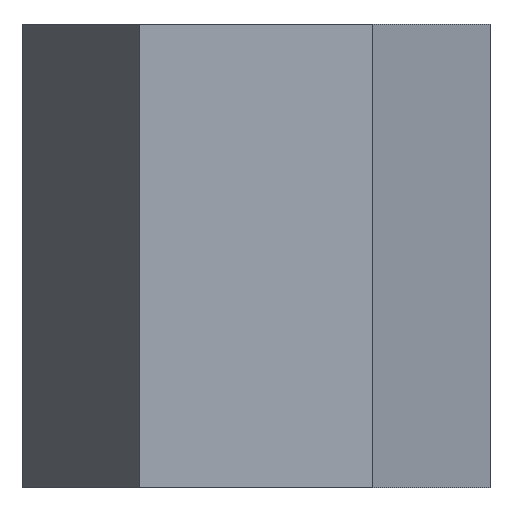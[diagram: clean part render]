
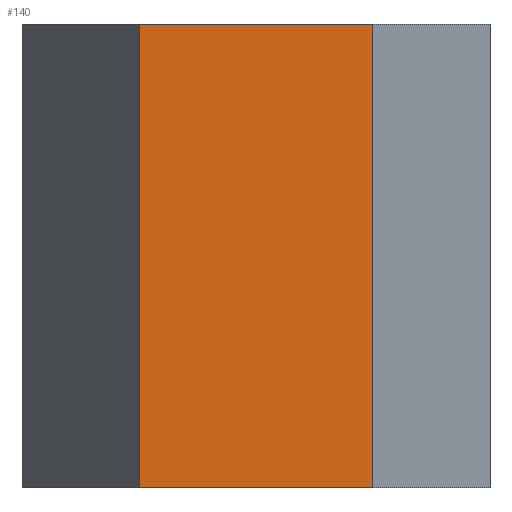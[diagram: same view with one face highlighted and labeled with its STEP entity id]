
A CAD part, front view. The second image highlights one B-rep face of the part: STEP entity #140.
In plain terms, the highlighted planar face has unit normal (0, -1, 0).
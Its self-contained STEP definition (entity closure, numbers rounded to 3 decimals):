
#4 = ORIENTED_EDGE ( 'NONE', *, *, #168, .T. ) ;
#10 = CARTESIAN_POINT ( 'NONE',  ( -2.021, -3.5, 8. ) ) ;
#14 = CARTESIAN_POINT ( 'NONE',  ( -2.021, -3.5, 0. ) ) ;
#17 = VERTEX_POINT ( 'NONE', #86 ) ;
#34 = ORIENTED_EDGE ( 'NONE', *, *, #203, .T. ) ;
#36 = DIRECTION ( 'NONE',  ( 1., 0., 0. ) ) ;
#40 = DIRECTION ( 'NONE',  ( -1., 0., 0. ) ) ;
#67 = ORIENTED_EDGE ( 'NONE', *, *, #134, .F. ) ;
#74 = PLANE ( 'NONE',  #108 ) ;
#86 = CARTESIAN_POINT ( 'NONE',  ( -2.021, -3.5, 8. ) ) ;
#93 = LINE ( 'NONE', #348, #207 ) ;
#95 = CARTESIAN_POINT ( 'NONE',  ( -2.021, -3.5, 0. ) ) ;
#108 = AXIS2_PLACEMENT_3D ( 'NONE', #10, #331, #40 ) ;
#117 = VERTEX_POINT ( 'NONE', #123 ) ;
#121 = EDGE_LOOP ( 'NONE', ( #34, #67, #195, #4 ) ) ;
#123 = CARTESIAN_POINT ( 'NONE',  ( 2.021, -3.5, 8. ) ) ;
#131 = VECTOR ( 'NONE', #151, 1000. ) ;
#134 = EDGE_CURVE ( 'NONE', #117, #245, #271, .T. ) ;
#140 = ADVANCED_FACE ( 'NONE', ( #336 ), #74, .F. ) ;
#151 = DIRECTION ( 'NONE',  ( 0., 0., -1. ) ) ;
#154 = LINE ( 'NONE', #270, #131 ) ;
#156 = DIRECTION ( 'NONE',  ( 1., 0., 0. ) ) ;
#168 = EDGE_CURVE ( 'NONE', #17, #350, #154, .T. ) ;
#172 = LINE ( 'NONE', #14, #250 ) ;
#195 = ORIENTED_EDGE ( 'NONE', *, *, #252, .F. ) ;
#203 = EDGE_CURVE ( 'NONE', #350, #245, #172, .T. ) ;
#207 = VECTOR ( 'NONE', #36, 1000. ) ;
#232 = CARTESIAN_POINT ( 'NONE',  ( 2.021, -3.5, 0. ) ) ;
#245 = VERTEX_POINT ( 'NONE', #232 ) ;
#250 = VECTOR ( 'NONE', #156, 1000. ) ;
#252 = EDGE_CURVE ( 'NONE', #17, #117, #93, .T. ) ;
#270 = CARTESIAN_POINT ( 'NONE',  ( -2.021, -3.5, 8. ) ) ;
#271 = LINE ( 'NONE', #327, #341 ) ;
#327 = CARTESIAN_POINT ( 'NONE',  ( 2.021, -3.5, 8. ) ) ;
#331 = DIRECTION ( 'NONE',  ( 0., 1., 0. ) ) ;
#334 = DIRECTION ( 'NONE',  ( 0., 0., -1. ) ) ;
#336 = FACE_OUTER_BOUND ( 'NONE', #121, .T. ) ;
#341 = VECTOR ( 'NONE', #334, 1000. ) ;
#348 = CARTESIAN_POINT ( 'NONE',  ( -2.021, -3.5, 8. ) ) ;
#350 = VERTEX_POINT ( 'NONE', #95 ) ;
